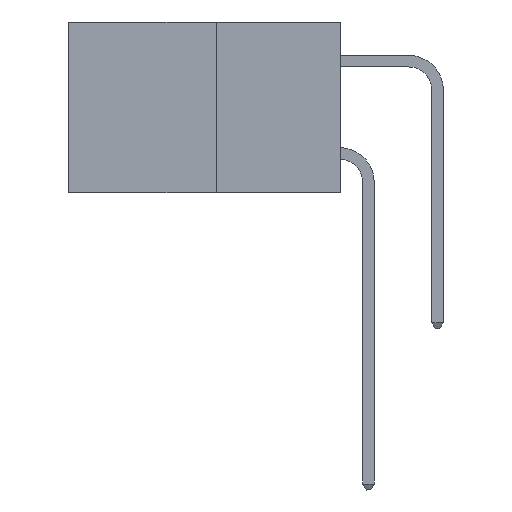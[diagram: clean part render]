
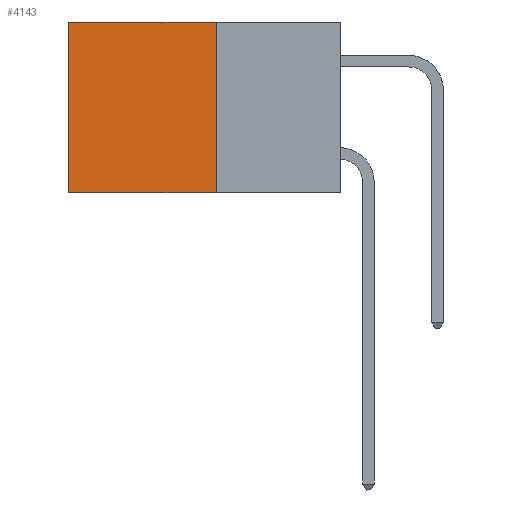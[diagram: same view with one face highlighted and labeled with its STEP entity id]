
A CAD part, left-side view. The second image highlights one B-rep face of the part: STEP entity #4143.
In plain terms, the highlighted planar face has unit normal (-1, 0, 0).
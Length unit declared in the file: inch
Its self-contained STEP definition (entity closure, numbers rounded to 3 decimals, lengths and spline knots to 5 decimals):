
#15 = EDGE_CURVE ( 'NONE', #17443, #13591, #5079, .T. ) ;
#107 = DIRECTION ( 'NONE',  ( 1., 0., 0. ) ) ;
#1116 = LINE ( 'NONE', #4284, #9818 ) ;
#1133 = LINE ( 'NONE', #8348, #5794 ) ;
#1155 = CARTESIAN_POINT ( 'NONE',  ( 0.277, 0.27, -0.37 ) ) ;
#1603 = CARTESIAN_POINT ( 'NONE',  ( 0.277, 0.27, 0. ) ) ;
#1916 = DIRECTION ( 'NONE',  ( 0., 1., 0. ) ) ;
#2253 = VERTEX_POINT ( 'NONE', #1603 ) ;
#4143 = ADVANCED_FACE ( 'NONE', ( #12062 ), #14008, .F. ) ;
#4284 = CARTESIAN_POINT ( 'NONE',  ( 0.277, 0.27, 0. ) ) ;
#4499 = CARTESIAN_POINT ( 'NONE',  ( 0.277, 0.27, -0.37 ) ) ;
#4846 = DIRECTION ( 'NONE',  ( 0., 0., -1. ) ) ;
#5079 = LINE ( 'NONE', #18513, #19166 ) ;
#5794 = VECTOR ( 'NONE', #4846, 39.37008 ) ;
#6074 = EDGE_CURVE ( 'NONE', #9688, #13591, #6939, .T. ) ;
#6939 = LINE ( 'NONE', #4499, #19933 ) ;
#7339 = ORIENTED_EDGE ( 'NONE', *, *, #11577, .F. ) ;
#7563 = EDGE_LOOP ( 'NONE', ( #20333, #18249, #7339, #7989 ) ) ;
#7979 = AXIS2_PLACEMENT_3D ( 'NONE', #1155, #107, #9065 ) ;
#7989 = ORIENTED_EDGE ( 'NONE', *, *, #12053, .T. ) ;
#8348 = CARTESIAN_POINT ( 'NONE',  ( 0.277, 0.27, -0.37 ) ) ;
#8995 = CARTESIAN_POINT ( 'NONE',  ( 0.277, 0.27, -0.37 ) ) ;
#9065 = DIRECTION ( 'NONE',  ( 0., 0., -1. ) ) ;
#9688 = VERTEX_POINT ( 'NONE', #8995 ) ;
#9818 = VECTOR ( 'NONE', #19624, 39.37008 ) ;
#10051 = CARTESIAN_POINT ( 'NONE',  ( 0.277, 0.59, -0.37 ) ) ;
#10128 = DIRECTION ( 'NONE',  ( 0., 0., -1. ) ) ;
#11577 = EDGE_CURVE ( 'NONE', #2253, #9688, #1133, .T. ) ;
#12053 = EDGE_CURVE ( 'NONE', #2253, #17443, #1116, .T. ) ;
#12062 = FACE_OUTER_BOUND ( 'NONE', #7563, .T. ) ;
#13591 = VERTEX_POINT ( 'NONE', #10051 ) ;
#14008 = PLANE ( 'NONE',  #7979 ) ;
#17443 = VERTEX_POINT ( 'NONE', #20041 ) ;
#18249 = ORIENTED_EDGE ( 'NONE', *, *, #6074, .F. ) ;
#18513 = CARTESIAN_POINT ( 'NONE',  ( 0.277, 0.59, -0.37 ) ) ;
#19166 = VECTOR ( 'NONE', #10128, 39.37008 ) ;
#19624 = DIRECTION ( 'NONE',  ( 0., 1., 0. ) ) ;
#19933 = VECTOR ( 'NONE', #1916, 39.37008 ) ;
#20041 = CARTESIAN_POINT ( 'NONE',  ( 0.277, 0.59, 0. ) ) ;
#20333 = ORIENTED_EDGE ( 'NONE', *, *, #15, .T. ) ;
